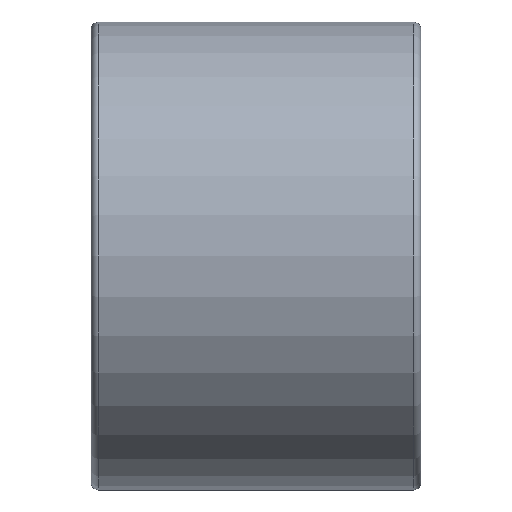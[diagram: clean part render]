
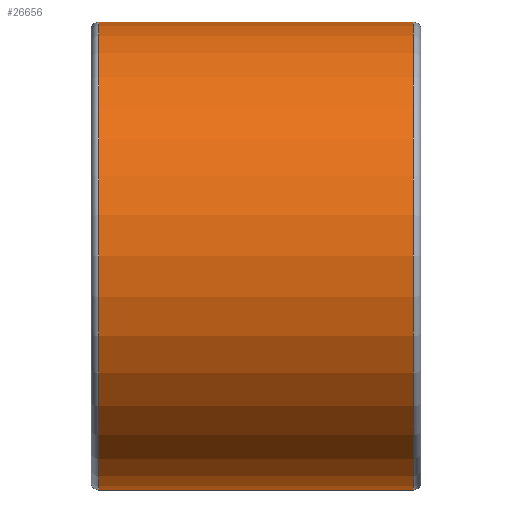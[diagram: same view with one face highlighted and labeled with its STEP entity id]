
A CAD part, front view. The second image highlights one B-rep face of the part: STEP entity #26656.
In plain terms, the highlighted cylindrical face has radius 62 mm (diameter 124 mm), a partial arc.
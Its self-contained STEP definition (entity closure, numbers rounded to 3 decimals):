
#583 = DIRECTION ( 'NONE',  ( -1., 0., 0. ) ) ;
#747 = VECTOR ( 'NONE', #1294, 1000. ) ;
#1090 = AXIS2_PLACEMENT_3D ( 'NONE', #24863, #12247, #4536 ) ;
#1294 = DIRECTION ( 'NONE',  ( -1., 0., 0. ) ) ;
#1724 = EDGE_CURVE ( 'NONE', #11898, #13816, #21797, .T. ) ;
#3881 = ORIENTED_EDGE ( 'NONE', *, *, #1724, .F. ) ;
#4536 = DIRECTION ( 'NONE',  ( 0., 0., 1. ) ) ;
#5047 = EDGE_LOOP ( 'NONE', ( #3881, #31647, #11067, #8973 ) ) ;
#5393 = CIRCLE ( 'NONE', #1090, 62. ) ;
#6393 = CARTESIAN_POINT ( 'NONE',  ( 41.7, 0., 62. ) ) ;
#8825 = EDGE_CURVE ( 'NONE', #13816, #18419, #24491, .T. ) ;
#8973 = ORIENTED_EDGE ( 'NONE', *, *, #8825, .F. ) ;
#10274 = CARTESIAN_POINT ( 'NONE',  ( -41.7, 0., 0. ) ) ;
#10981 = CARTESIAN_POINT ( 'NONE',  ( -39.045, 0., 62. ) ) ;
#11067 = ORIENTED_EDGE ( 'NONE', *, *, #13843, .T. ) ;
#11410 = AXIS2_PLACEMENT_3D ( 'NONE', #10274, #13038, #30734 ) ;
#11898 = VERTEX_POINT ( 'NONE', #27695 ) ;
#12089 = DIRECTION ( 'NONE',  ( -1., 0., 0. ) ) ;
#12247 = DIRECTION ( 'NONE',  ( -1., 0., 0. ) ) ;
#13038 = DIRECTION ( 'NONE',  ( -1., 0., 0. ) ) ;
#13816 = VERTEX_POINT ( 'NONE', #17522 ) ;
#13843 = EDGE_CURVE ( 'NONE', #23387, #18419, #30015, .T. ) ;
#14807 = AXIS2_PLACEMENT_3D ( 'NONE', #28310, #583, #18216 ) ;
#15451 = VECTOR ( 'NONE', #12089, 1000. ) ;
#17522 = CARTESIAN_POINT ( 'NONE',  ( -41.7, 0., -62. ) ) ;
#18216 = DIRECTION ( 'NONE',  ( 0., 0., 1. ) ) ;
#18419 = VERTEX_POINT ( 'NONE', #30873 ) ;
#21391 = CARTESIAN_POINT ( 'NONE',  ( -39.045, 0., -62. ) ) ;
#21797 = LINE ( 'NONE', #21391, #15451 ) ;
#23210 = CYLINDRICAL_SURFACE ( 'NONE', #14807, 62. ) ;
#23387 = VERTEX_POINT ( 'NONE', #6393 ) ;
#24491 = CIRCLE ( 'NONE', #11410, 62. ) ;
#24863 = CARTESIAN_POINT ( 'NONE',  ( 41.7, 0., 0. ) ) ;
#26656 = ADVANCED_FACE ( 'NONE', ( #28730 ), #23210, .T. ) ;
#26972 = EDGE_CURVE ( 'NONE', #11898, #23387, #5393, .T. ) ;
#27695 = CARTESIAN_POINT ( 'NONE',  ( 41.7, 0., -62. ) ) ;
#28310 = CARTESIAN_POINT ( 'NONE',  ( -39.045, 0., 0. ) ) ;
#28730 = FACE_OUTER_BOUND ( 'NONE', #5047, .T. ) ;
#30015 = LINE ( 'NONE', #10981, #747 ) ;
#30734 = DIRECTION ( 'NONE',  ( 0., 0., 1. ) ) ;
#30873 = CARTESIAN_POINT ( 'NONE',  ( -41.7, 0., 62. ) ) ;
#31647 = ORIENTED_EDGE ( 'NONE', *, *, #26972, .T. ) ;
